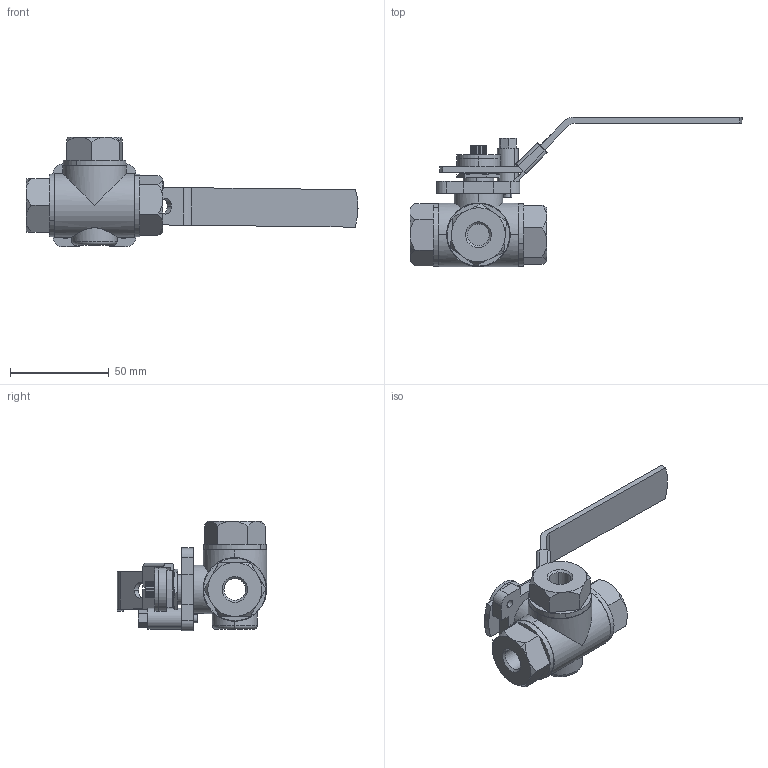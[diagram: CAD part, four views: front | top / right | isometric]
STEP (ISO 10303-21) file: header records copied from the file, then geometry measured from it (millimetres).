
FILE_DESCRIPTION((''),'2;1');
FILE_NAME('DN8_ASM','2015-02-13T',('Administrator'),(''),'PRO/ENGINEER BY PARAMETRIC TECHNOLOGY CORPORATION, 2011080','PRO/ENGINEER BY PARAMETRIC TECHNOLOGY CORPORATION, 2011080','');
FILE_SCHEMA(('CONFIG_CONTROL_DESIGN'));
Length unit declared in the file: millimetre
Products named in the file (13): 3-B_B; 3-B_ABC; 3-B_ST; 3-B_SP; 3-B_GN; 3-B_ST1; 3-B_ST2; 3-B_HD; 3-B_HW; 3-B_WA; NUT; 3-B_HD1; DN8_ASM
Assembly tree (14 placements, depth 2):
  DN8_ASM
    3-B_B
    3-B_ABC  x3
    3-B_ST
    3-B_SP
    3-B_GN
    3-B_ST1
    3-B_ST2
    3-B_HD
    3-B_HW
    3-B_WA
    NUT
    3-B_HD1
Bounding box: 168.13 x 75.6 x 55.55 mm (x, y, z)
Volume: 53084.7 mm3; surface area: 43205.5 mm2
Topology: 13 solids, 14 shells, 407 faces, 1053 edges, 689 vertices
Faces by surface type: plane 222, cylinder 136, cone 45, torus 4
Entity records: 11755 total; most frequent: CARTESIAN_POINT 2858, ORIENTED_EDGE 1823, DIRECTION 1782, EDGE_CURVE 913, AXIS2_PLACEMENT_3D 636, VERTEX_POINT 599, VECTOR 510, LINE 510
